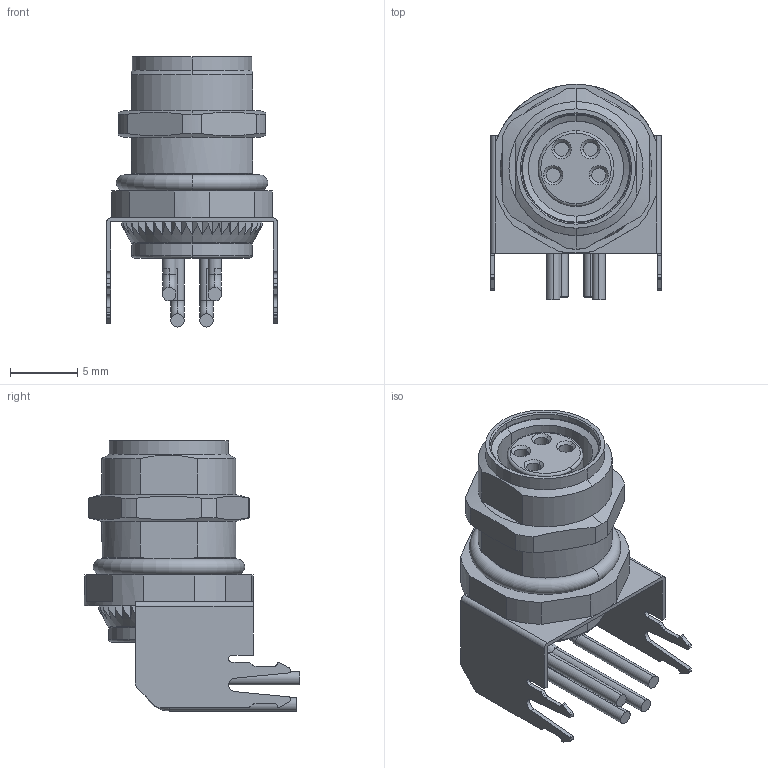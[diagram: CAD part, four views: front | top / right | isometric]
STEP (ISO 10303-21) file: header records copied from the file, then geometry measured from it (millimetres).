
FILE_DESCRIPTION((''),'2;1');
FILE_NAME('C-3-2172091-2','2016-04-07T',('workeradm'),('Tyco Electronics Ltd.'),'CREO PARAMETRIC BY PTC INC, 2015200','CREO PARAMETRIC BY PTC INC, 2015200','');
FILE_SCHEMA(('AUTOMOTIVE_DESIGN { 1 0 10303 214 1 1 1 1 }'));
Length unit declared in the file: millimetre
Products named in the file (1): C-3-2172091-2
Bounding box: 12.76 x 16.05 x 20.15 mm (x, y, z)
Volume: 1246.2 mm3; surface area: 1557.3 mm2
Topology: 1 solids, 1 shells, 331 faces, 908 edges, 593 vertices
Faces by surface type: plane 163, cylinder 126, cone 22, torus 20
Entity records: 10978 total; most frequent: CARTESIAN_POINT 2413, ORIENTED_EDGE 1816, DIRECTION 1799, EDGE_CURVE 908, AXIS2_PLACEMENT_3D 660, VERTEX_POINT 593, VECTOR 479, LINE 479
